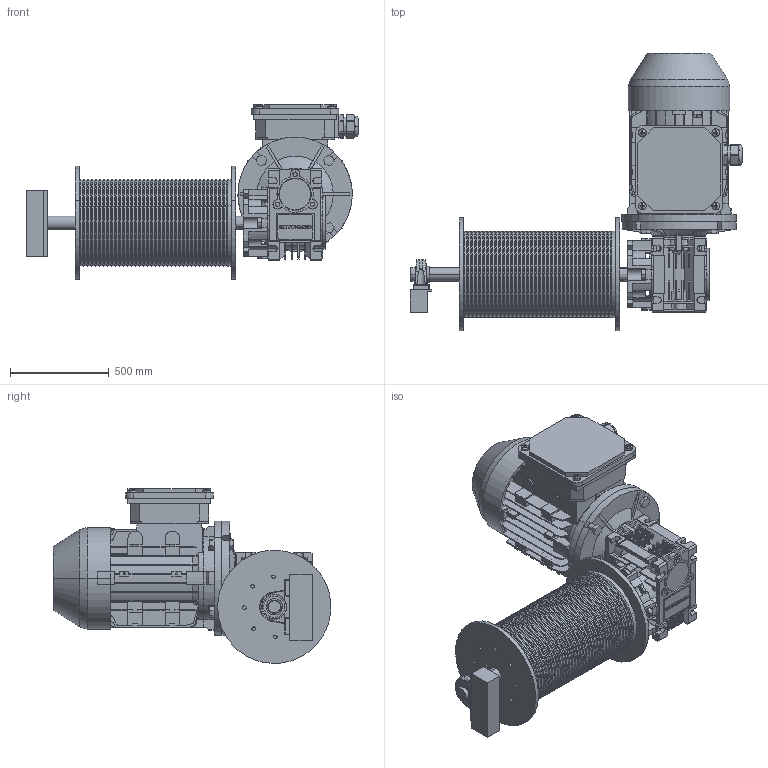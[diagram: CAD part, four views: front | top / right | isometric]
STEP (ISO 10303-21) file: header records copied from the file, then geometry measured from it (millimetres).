
FILE_DESCRIPTION(('FreeCAD Model'),'2;1');
FILE_NAME('Open CASCADE Shape Model','2025-05-08T05:43:04',('FreeCAD'),( 'FreeCAD'),'Open CASCADE STEP processor 7.6','FreeCAD','Unknown');
FILE_SCHEMA(('AUTOMOTIVE_DESIGN { 1 0 10303 214 1 1 1 1 }'));
Products named in the file (1): Open CASCADE STEP translator 7.6 1
Bounding box: 1680.03 x 1405.13 x 884.4 mm (x, y, z)
Volume: 277703950.7 mm3; surface area: 12876426.5 mm2
Topology: 20 solids, 29 shells, 2688 faces, 7115 edges, 4558 vertices
Faces by surface type: bspline 2688
Entity records: 85304 total; most frequent: CARTESIAN_POINT 44461, ORIENTED_EDGE 14130, EDGE_CURVE 7065, B_SPLINE_CURVE_WITH_KNOTS 4959, VERTEX_POINT 4555, FACE_BOUND 2896, EDGE_LOOP 2896, ADVANCED_FACE 2688
